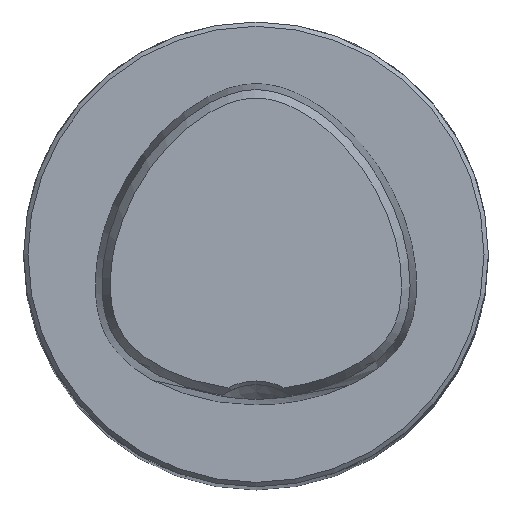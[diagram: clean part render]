
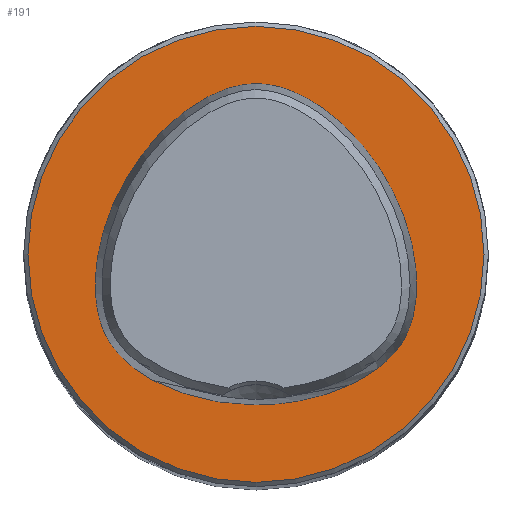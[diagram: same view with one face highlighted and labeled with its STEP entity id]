
A CAD part, top view. The second image highlights one B-rep face of the part: STEP entity #191.
In plain terms, the highlighted planar face has unit normal (0, 0, 1).
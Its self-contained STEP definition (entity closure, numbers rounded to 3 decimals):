
#133=FACE_BOUND('',#303,.T.);
#134=FACE_BOUND('',#304,.T.);
#191=ADVANCED_FACE('CU_E_LO_SU_1',(#133,#134),#244,.F.);
#244=PLANE('',#828);
#303=EDGE_LOOP('',(#462));
#304=EDGE_LOOP('',(#463));
#386=CIRCLE('',#827,15.7);
#462=ORIENTED_EDGE('',*,*,#672,.T.);
#463=ORIENTED_EDGE('',*,*,#710,.T.);
#601=VERTEX_POINT('',#1456);
#638=VERTEX_POINT('',#1907);
#672=EDGE_CURVE('',#601,#601,#761,.T.);
#710=EDGE_CURVE('',#638,#638,#386,.T.);
#761=B_SPLINE_CURVE_WITH_KNOTS('',3,(#1399,#1400,#1401,#1402,#1403,#1404,
#1405,#1406,#1407,#1408,#1409,#1410,#1411,#1412,#1413,#1414,#1415,#1416,
#1417,#1418,#1419,#1420,#1421,#1422,#1423,#1424,#1425,#1426,#1427,#1428,
#1429,#1430,#1431,#1432,#1433,#1434,#1435,#1436,#1437,#1438,#1439,#1440,
#1441,#1442,#1443,#1444,#1445,#1446,#1447,#1448,#1449,#1450,#1451,#1452,
#1453,#1454,#1455),.UNSPECIFIED.,.T.,.F.,(1,1,2,1,1,1,1,1,1,1,1,1,1,1,1,
1,1,1,1,1,1,1,1,1,1,1,1,1,1,1,1,1,1,1,1,1,1,1,1,1,1,1,1,1,1,1,1,1,1,1,1,
1,1,1,1,1,2,1,1),(-0.063,-0.031,0.,0.031,0.063,0.078,0.094,0.109,
0.125,0.141,0.156,0.164,0.172,0.188,0.203,0.219,0.234,
0.25,0.281,0.313,0.344,0.375,0.406,0.422,0.438,0.453,0.469,
0.484,0.492,0.5,0.508,0.516,0.531,0.547,0.563,0.578,
0.594,0.625,0.656,0.688,0.719,0.75,0.766,0.781,0.797,0.813,
0.828,0.836,0.844,0.859,0.875,0.891,0.906,0.922,0.938,
0.969,1.,1.031,1.063),.UNSPECIFIED.);
#827=AXIS2_PLACEMENT_3D('',#1906,#950,#951);
#828=AXIS2_PLACEMENT_3D('',#1908,#952,#953);
#950=DIRECTION('',(0.,0.,1.));
#951=DIRECTION('',(1.,0.,0.));
#952=DIRECTION('',(0.,0.,-1.));
#953=DIRECTION('',(-1.,0.,0.));
#1399=CARTESIAN_POINT('',(0.722,-10.363,0.));
#1400=CARTESIAN_POINT('',(-0.722,-10.363,0.));
#1401=CARTESIAN_POINT('',(-2.168,-10.269,0.));
#1402=CARTESIAN_POINT('',(-3.945,-9.913,0.));
#1403=CARTESIAN_POINT('',(-5.324,-9.477,0.));
#1404=CARTESIAN_POINT('',(-6.331,-9.071,0.));
#1405=CARTESIAN_POINT('',(-7.3,-8.579,0.));
#1406=CARTESIAN_POINT('',(-8.219,-7.996,0.));
#1407=CARTESIAN_POINT('',(-9.066,-7.31,0.));
#1408=CARTESIAN_POINT('',(-9.686,-6.641,0.));
#1409=CARTESIAN_POINT('',(-10.101,-6.042,0.));
#1410=CARTESIAN_POINT('',(-10.455,-5.405,0.));
#1411=CARTESIAN_POINT('',(-10.775,-4.55,0.));
#1412=CARTESIAN_POINT('',(-10.992,-3.481,0.));
#1413=CARTESIAN_POINT('',(-11.077,-2.395,0.));
#1414=CARTESIAN_POINT('',(-11.051,-1.308,0.));
#1415=CARTESIAN_POINT('',(-10.889,0.13,0.));
#1416=CARTESIAN_POINT('',(-10.473,1.895,0.));
#1417=CARTESIAN_POINT('',(-9.685,3.92,0.));
#1418=CARTESIAN_POINT('',(-8.639,5.824,0.));
#1419=CARTESIAN_POINT('',(-7.356,7.578,0.));
#1420=CARTESIAN_POINT('',(-6.097,8.882,0.));
#1421=CARTESIAN_POINT('',(-4.981,9.803,0.));
#1422=CARTESIAN_POINT('',(-4.089,10.423,0.));
#1423=CARTESIAN_POINT('',(-3.143,10.959,0.));
#1424=CARTESIAN_POINT('',(-2.143,11.391,0.));
#1425=CARTESIAN_POINT('',(-1.266,11.638,0.));
#1426=CARTESIAN_POINT('',(-0.546,11.744,0.));
#1427=CARTESIAN_POINT('',(0.,11.772,0.));
#1428=CARTESIAN_POINT('',(0.546,11.744,0.));
#1429=CARTESIAN_POINT('',(1.266,11.638,0.));
#1430=CARTESIAN_POINT('',(2.143,11.391,0.));
#1431=CARTESIAN_POINT('',(3.143,10.959,0.));
#1432=CARTESIAN_POINT('',(4.089,10.423,0.));
#1433=CARTESIAN_POINT('',(4.981,9.803,0.));
#1434=CARTESIAN_POINT('',(6.097,8.882,0.));
#1435=CARTESIAN_POINT('',(7.356,7.578,0.));
#1436=CARTESIAN_POINT('',(8.639,5.824,0.));
#1437=CARTESIAN_POINT('',(9.685,3.92,0.));
#1438=CARTESIAN_POINT('',(10.473,1.895,0.));
#1439=CARTESIAN_POINT('',(10.889,0.13,0.));
#1440=CARTESIAN_POINT('',(11.051,-1.308,0.));
#1441=CARTESIAN_POINT('',(11.077,-2.395,0.));
#1442=CARTESIAN_POINT('',(10.992,-3.481,0.));
#1443=CARTESIAN_POINT('',(10.775,-4.55,0.));
#1444=CARTESIAN_POINT('',(10.455,-5.405,0.));
#1445=CARTESIAN_POINT('',(10.101,-6.042,0.));
#1446=CARTESIAN_POINT('',(9.686,-6.641,0.));
#1447=CARTESIAN_POINT('',(9.066,-7.31,0.));
#1448=CARTESIAN_POINT('',(8.219,-7.996,0.));
#1449=CARTESIAN_POINT('',(7.3,-8.579,0.));
#1450=CARTESIAN_POINT('',(6.331,-9.071,0.));
#1451=CARTESIAN_POINT('',(5.324,-9.477,0.));
#1452=CARTESIAN_POINT('',(3.945,-9.913,0.));
#1453=CARTESIAN_POINT('',(2.168,-10.269,0.));
#1454=CARTESIAN_POINT('',(0.722,-10.363,0.));
#1455=CARTESIAN_POINT('',(-0.722,-10.363,0.));
#1456=CARTESIAN_POINT('',(0.,-10.363,0.));
#1906=CARTESIAN_POINT('',(0.,0.,0.));
#1907=CARTESIAN_POINT('',(15.7,0.,0.));
#1908=CARTESIAN_POINT('',(0.,0.696,0.));
